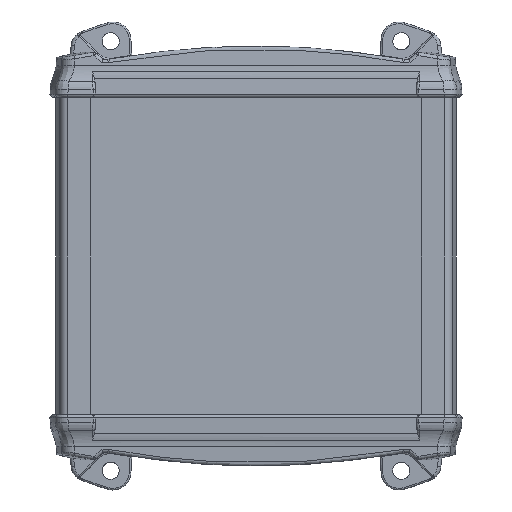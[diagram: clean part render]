
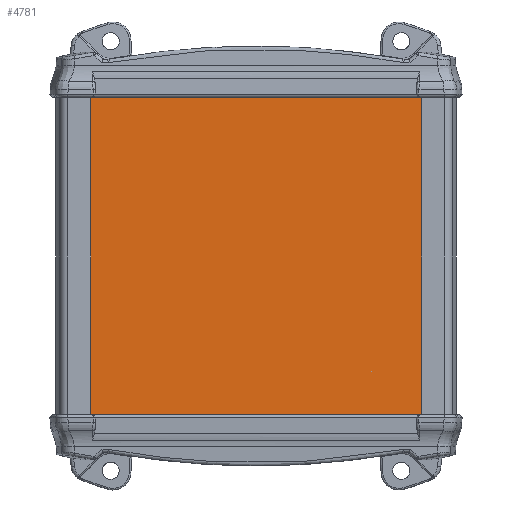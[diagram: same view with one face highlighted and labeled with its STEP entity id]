
A CAD part, front view. The second image highlights one B-rep face of the part: STEP entity #4781.
In plain terms, the highlighted planar face has unit normal (0, -1, 0).
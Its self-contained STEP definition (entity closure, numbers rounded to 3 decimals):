
#4725=CARTESIAN_POINT('',(-50.,-19.5,100.0));
#4726=VERTEX_POINT('',#4725);
#4734=CARTESIAN_POINT('',(-50.,-19.5,0.0));
#4735=VERTEX_POINT('',#4734);
#4742=CARTESIAN_POINT('',(-50.,-19.5,0.0));
#4743=DIRECTION('',(0.0,0.0,1.0));
#4744=VECTOR('',#4743,100.0);
#4745=LINE('',#4742,#4744);
#4746=EDGE_CURVE('',#4735,#4726,#4745,.T.);
#4751=CARTESIAN_POINT('',(50.,-19.5,-100.0));
#4752=DIRECTION('',(0.0,-1.0,0.0));
#4753=DIRECTION('',(0.0,0.0,-1.0));
#4754=AXIS2_PLACEMENT_3D('',#4751,#4752,#4753);
#4755=PLANE('',#4754);
#4756=CARTESIAN_POINT('',(50.,-19.5,100.0));
#4757=VERTEX_POINT('',#4756);
#4758=CARTESIAN_POINT('',(50.,-19.5,100.0));
#4759=DIRECTION('',(-1.0,0.0,0.0));
#4760=VECTOR('',#4759,100.);
#4761=LINE('',#4758,#4760);
#4762=EDGE_CURVE('',#4757,#4726,#4761,.T.);
#4763=ORIENTED_EDGE('',*,*,#4762,.T.);
#4764=ORIENTED_EDGE('',*,*,#4746,.F.);
#4765=CARTESIAN_POINT('',(50.,-19.5,0.0));
#4766=VERTEX_POINT('',#4765);
#4767=CARTESIAN_POINT('',(50.,-19.5,0.0));
#4768=DIRECTION('',(-1.0,0.0,0.0));
#4769=VECTOR('',#4768,100.);
#4770=LINE('',#4767,#4769);
#4771=EDGE_CURVE('',#4766,#4735,#4770,.T.);
#4772=ORIENTED_EDGE('',*,*,#4771,.F.);
#4773=CARTESIAN_POINT('',(50.,-19.5,0.0));
#4774=DIRECTION('',(0.0,0.0,1.0));
#4775=VECTOR('',#4774,100.0);
#4776=LINE('',#4773,#4775);
#4777=EDGE_CURVE('',#4766,#4757,#4776,.T.);
#4778=ORIENTED_EDGE('',*,*,#4777,.T.);
#4779=EDGE_LOOP('',(#4763,#4764,#4772,#4778));
#4780=FACE_OUTER_BOUND('',#4779,.T.);
#4781=ADVANCED_FACE('',(#4780),#4755,.T.);
